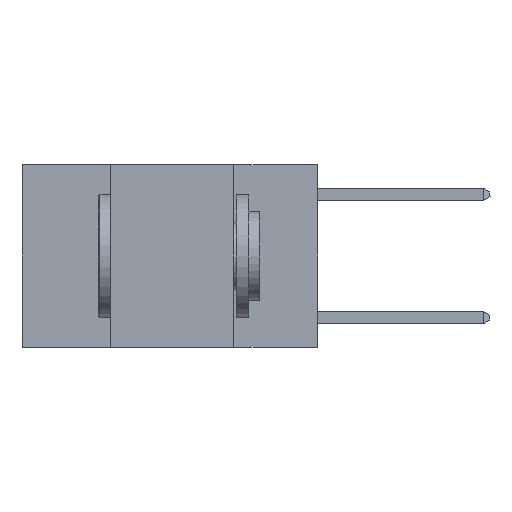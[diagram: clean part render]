
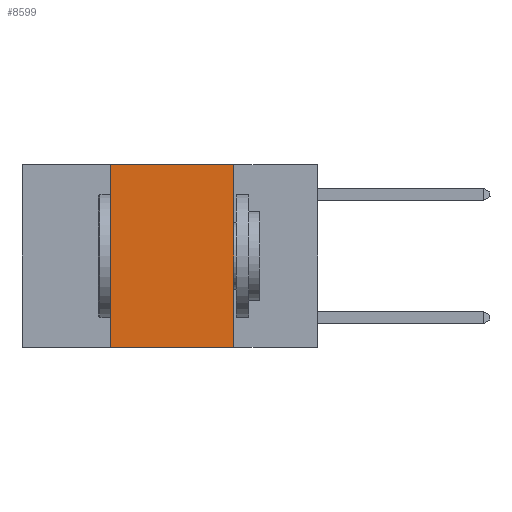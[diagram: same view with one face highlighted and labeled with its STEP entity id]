
A CAD part, left-side view. The second image highlights one B-rep face of the part: STEP entity #8599.
In plain terms, the highlighted planar face has unit normal (-1, 0, 0).
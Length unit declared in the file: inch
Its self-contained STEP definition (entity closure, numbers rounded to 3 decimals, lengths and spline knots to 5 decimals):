
#38 = CARTESIAN_POINT ( 'NONE',  ( 0., 0.6, -0.37 ) ) ;
#210 = PLANE ( 'NONE',  #11492 ) ;
#259 = CARTESIAN_POINT ( 'NONE',  ( 0., 0.17, 0. ) ) ;
#281 = DIRECTION ( 'NONE',  ( 0., 0., -1. ) ) ;
#778 = CARTESIAN_POINT ( 'NONE',  ( 0., 0.42, -0.37 ) ) ;
#1204 = LINE ( 'NONE', #6975, #15576 ) ;
#2108 = DIRECTION ( 'NONE',  ( 0., 0., -1. ) ) ;
#2355 = ORIENTED_EDGE ( 'NONE', *, *, #17787, .F. ) ;
#2390 = EDGE_CURVE ( 'NONE', #7784, #14197, #11295, .T. ) ;
#2537 = EDGE_LOOP ( 'NONE', ( #17496, #2355, #19329, #13474 ) ) ;
#3104 = CARTESIAN_POINT ( 'NONE',  ( 0., 0.42, 0. ) ) ;
#3459 = CARTESIAN_POINT ( 'NONE',  ( 0., 0.42, 0. ) ) ;
#5191 = DIRECTION ( 'NONE',  ( 0., -1., 0. ) ) ;
#5575 = LINE ( 'NONE', #38, #19814 ) ;
#6975 = CARTESIAN_POINT ( 'NONE',  ( 0., 0.6, 0. ) ) ;
#7713 = DIRECTION ( 'NONE',  ( 1., 0., 0. ) ) ;
#7784 = VERTEX_POINT ( 'NONE', #12596 ) ;
#8599 = ADVANCED_FACE ( 'NONE', ( #16930 ), #210, .F. ) ;
#11281 = VECTOR ( 'NONE', #22059, 39.37008 ) ;
#11295 = LINE ( 'NONE', #259, #15673 ) ;
#11492 = AXIS2_PLACEMENT_3D ( 'NONE', #22545, #7713, #2108 ) ;
#12565 = CARTESIAN_POINT ( 'NONE',  ( 0., 0.17, -0.37 ) ) ;
#12596 = CARTESIAN_POINT ( 'NONE',  ( 0., 0.17, 0. ) ) ;
#13474 = ORIENTED_EDGE ( 'NONE', *, *, #20351, .T. ) ;
#14197 = VERTEX_POINT ( 'NONE', #12565 ) ;
#14553 = VERTEX_POINT ( 'NONE', #778 ) ;
#15576 = VECTOR ( 'NONE', #5191, 39.37008 ) ;
#15673 = VECTOR ( 'NONE', #281, 39.37008 ) ;
#16930 = FACE_OUTER_BOUND ( 'NONE', #2537, .T. ) ;
#17496 = ORIENTED_EDGE ( 'NONE', *, *, #2390, .F. ) ;
#17787 = EDGE_CURVE ( 'NONE', #23369, #7784, #1204, .T. ) ;
#18760 = DIRECTION ( 'NONE',  ( 0., -1., 0. ) ) ;
#19329 = ORIENTED_EDGE ( 'NONE', *, *, #22807, .F. ) ;
#19814 = VECTOR ( 'NONE', #18760, 39.37008 ) ;
#20351 = EDGE_CURVE ( 'NONE', #14553, #14197, #5575, .T. ) ;
#21721 = LINE ( 'NONE', #3459, #11281 ) ;
#22059 = DIRECTION ( 'NONE',  ( 0., 0., 1. ) ) ;
#22545 = CARTESIAN_POINT ( 'NONE',  ( 0., 0.6, 0. ) ) ;
#22807 = EDGE_CURVE ( 'NONE', #14553, #23369, #21721, .T. ) ;
#23369 = VERTEX_POINT ( 'NONE', #3104 ) ;
